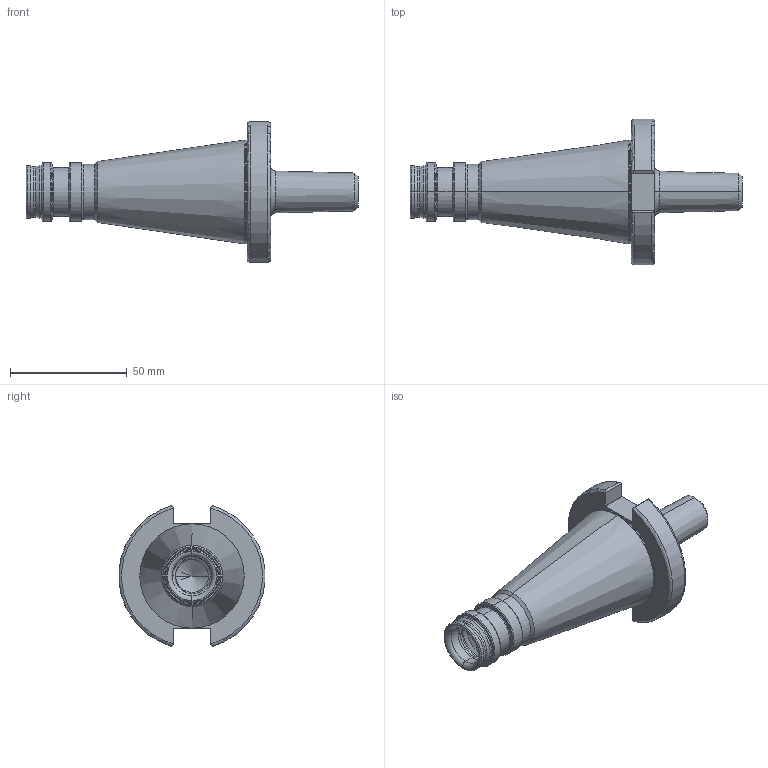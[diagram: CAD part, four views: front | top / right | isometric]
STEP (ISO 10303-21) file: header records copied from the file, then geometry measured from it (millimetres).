
FILE_DESCRIPTION (( 'STEP AP203' ), '1' );
FILE_NAME ('401.14.18.STEP', '2016-10-25T06:37:10', ( '' ), ( '' ), 'SwSTEP 2.0', 'SolidWorks 2012', '' );
FILE_SCHEMA (( 'CONFIG_CONTROL_DESIGN' ));
Length unit declared in the file: millimetre
Products named in the file (1): 401.14.18
Bounding box: 142.4 x 62.57 x 60.15 mm (x, y, z)
Volume: 106649.6 mm3; surface area: 21138.1 mm2
Topology: 1 solids, 1 shells, 127 faces, 301 edges, 178 vertices
Faces by surface type: cylinder 50, torus 30, cone 28, plane 17, bspline 2
Entity records: 5687 total; most frequent: CARTESIAN_POINT 2800, DIRECTION 611, ORIENTED_EDGE 594, EDGE_CURVE 297, AXIS2_PLACEMENT_3D 255, VERTEX_POINT 178, EDGE_LOOP 133, CIRCLE 129
